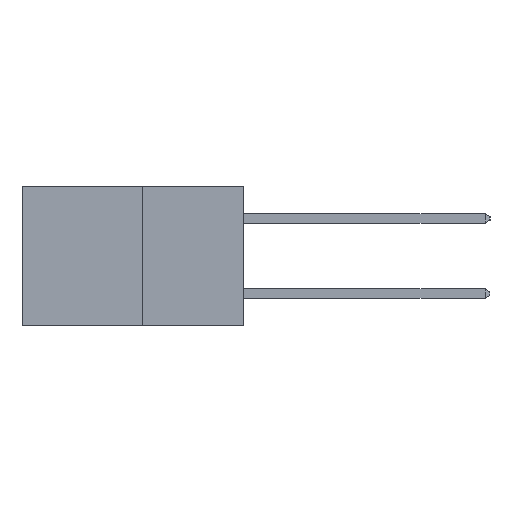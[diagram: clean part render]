
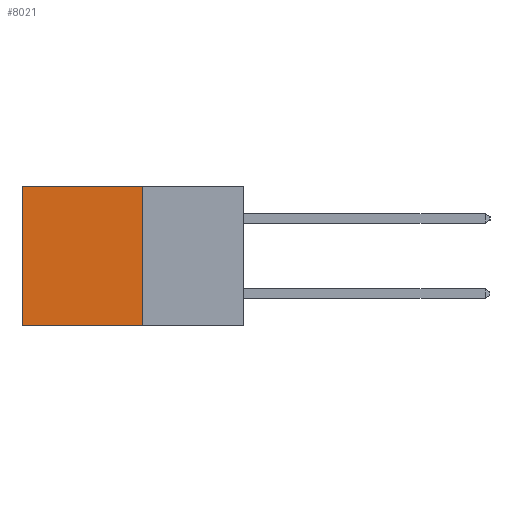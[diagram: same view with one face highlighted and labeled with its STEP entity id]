
A CAD part, left-side view. The second image highlights one B-rep face of the part: STEP entity #8021.
In plain terms, the highlighted planar face has unit normal (-1, 0, 0).
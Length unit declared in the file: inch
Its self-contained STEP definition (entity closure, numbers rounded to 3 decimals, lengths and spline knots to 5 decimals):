
#59 = VERTEX_POINT ( 'NONE', #2147 ) ;
#462 = VERTEX_POINT ( 'NONE', #1035 ) ;
#615 = LINE ( 'NONE', #12054, #14508 ) ;
#1035 = CARTESIAN_POINT ( 'NONE',  ( 0.277, 0.59, 0. ) ) ;
#1917 = DIRECTION ( 'NONE',  ( 1., 0., 0. ) ) ;
#2147 = CARTESIAN_POINT ( 'NONE',  ( 0.277, 0.59, -0.37 ) ) ;
#2214 = CARTESIAN_POINT ( 'NONE',  ( 0.277, 0.27, -0.37 ) ) ;
#2682 = LINE ( 'NONE', #17151, #9254 ) ;
#3177 = CARTESIAN_POINT ( 'NONE',  ( 0.277, 0.27, 0. ) ) ;
#3792 = CARTESIAN_POINT ( 'NONE',  ( 0.277, 0.27, -0.37 ) ) ;
#4661 = EDGE_CURVE ( 'NONE', #462, #59, #2682, .T. ) ;
#5093 = DIRECTION ( 'NONE',  ( 0., 0., -1. ) ) ;
#6071 = VECTOR ( 'NONE', #8655, 39.37008 ) ;
#6351 = ORIENTED_EDGE ( 'NONE', *, *, #15449, .F. ) ;
#6837 = VERTEX_POINT ( 'NONE', #2214 ) ;
#7414 = VECTOR ( 'NONE', #5093, 39.37008 ) ;
#7995 = VERTEX_POINT ( 'NONE', #3177 ) ;
#8021 = ADVANCED_FACE ( 'NONE', ( #8483 ), #16475, .F. ) ;
#8482 = AXIS2_PLACEMENT_3D ( 'NONE', #9862, #1917, #11240 ) ;
#8483 = FACE_OUTER_BOUND ( 'NONE', #13252, .T. ) ;
#8655 = DIRECTION ( 'NONE',  ( 0., 1., 0. ) ) ;
#9254 = VECTOR ( 'NONE', #15618, 39.37008 ) ;
#9862 = CARTESIAN_POINT ( 'NONE',  ( 0.277, 0.27, -0.37 ) ) ;
#10747 = DIRECTION ( 'NONE',  ( 0., 1., 0. ) ) ;
#11011 = LINE ( 'NONE', #3792, #7414 ) ;
#11240 = DIRECTION ( 'NONE',  ( 0., 0., -1. ) ) ;
#12054 = CARTESIAN_POINT ( 'NONE',  ( 0.277, 0.27, -0.37 ) ) ;
#12626 = ORIENTED_EDGE ( 'NONE', *, *, #15149, .F. ) ;
#13182 = LINE ( 'NONE', #16634, #6071 ) ;
#13252 = EDGE_LOOP ( 'NONE', ( #16319, #6351, #12626, #14301 ) ) ;
#13707 = EDGE_CURVE ( 'NONE', #7995, #462, #13182, .T. ) ;
#14301 = ORIENTED_EDGE ( 'NONE', *, *, #13707, .T. ) ;
#14508 = VECTOR ( 'NONE', #10747, 39.37008 ) ;
#15149 = EDGE_CURVE ( 'NONE', #7995, #6837, #11011, .T. ) ;
#15449 = EDGE_CURVE ( 'NONE', #6837, #59, #615, .T. ) ;
#15618 = DIRECTION ( 'NONE',  ( 0., 0., -1. ) ) ;
#16319 = ORIENTED_EDGE ( 'NONE', *, *, #4661, .T. ) ;
#16475 = PLANE ( 'NONE',  #8482 ) ;
#16634 = CARTESIAN_POINT ( 'NONE',  ( 0.277, 0.27, 0. ) ) ;
#17151 = CARTESIAN_POINT ( 'NONE',  ( 0.277, 0.59, -0.37 ) ) ;
